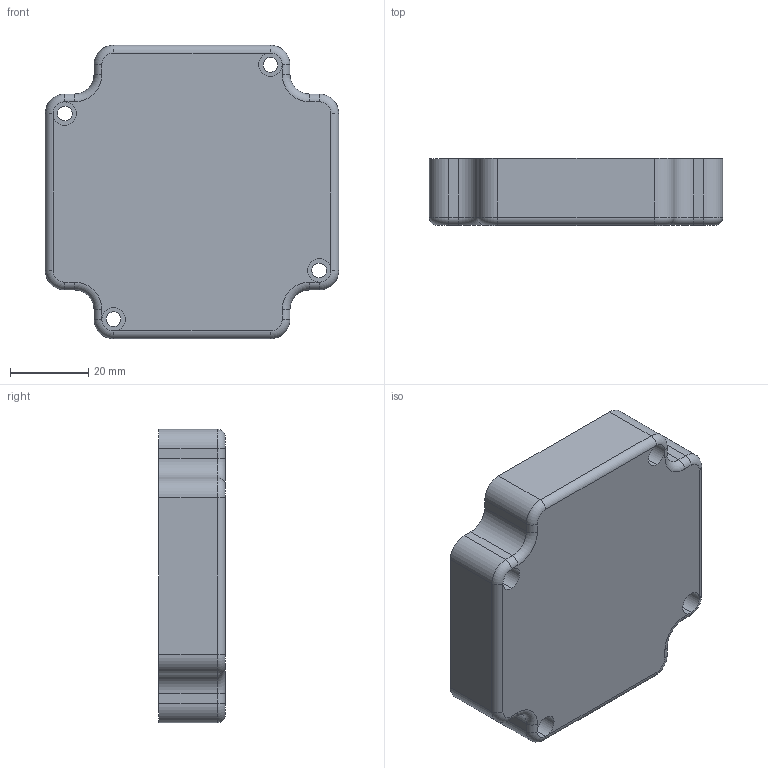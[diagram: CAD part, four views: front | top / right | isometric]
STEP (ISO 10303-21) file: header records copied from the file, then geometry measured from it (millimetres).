
FILE_DESCRIPTION (( 'STEP AP214' ), '1' );
FILE_NAME ('Encoder_Cover.STEP', '2019-05-16T20:32:38', ( 'Windows User' ), ( '' ), 'SwSTEP 2.0', 'SolidWorks 2018', '' );
FILE_SCHEMA (( 'AUTOMOTIVE_DESIGN' ));
Length unit declared in the file: millimetre
Products named in the file (1): Encoder_Cover
Bounding box: 75 x 17 x 75 mm (x, y, z)
Volume: 39548.2 mm3; surface area: 17352.3 mm2
Topology: 1 solids, 1 shells, 93 faces, 222 edges, 130 vertices
Faces by surface type: cylinder 52, plane 22, torus 17, sphere 2
Entity records: 2723 total; most frequent: DIRECTION 523, CARTESIAN_POINT 456, ORIENTED_EDGE 440, EDGE_CURVE 220, AXIS2_PLACEMENT_3D 213, VERTEX_POINT 130, CIRCLE 119, EDGE_LOOP 102
